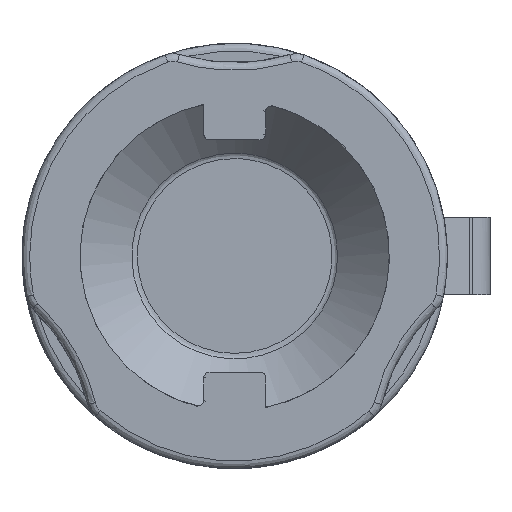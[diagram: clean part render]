
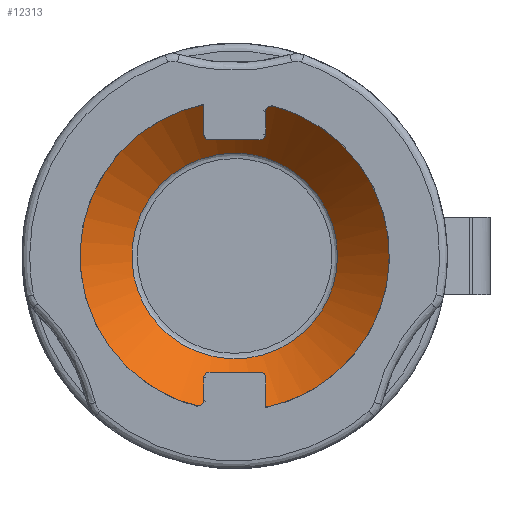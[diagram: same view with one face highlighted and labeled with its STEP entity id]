
A CAD part, front view. The second image highlights one B-rep face of the part: STEP entity #12313.
In plain terms, the highlighted free-form (B-spline) face has degree [2, 1] with [7, 2] control points.
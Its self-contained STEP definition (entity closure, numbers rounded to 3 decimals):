
#11769 = VERTEX_POINT('',#11770);
#11770 = CARTESIAN_POINT('',(0.,5.578,
    22.314));
#11775 = EDGE_CURVE('',#11769,#11769,#11776,.T.);
#11776 = ( BOUNDED_CURVE() B_SPLINE_CURVE(2,(#11777,#11778,#11779,#11780
    ,#11781,#11782,#11783),.UNSPECIFIED.,.T.,.F.) 
B_SPLINE_CURVE_WITH_KNOTS((1,2,2,2,2,1),(-2.094,0.,
    2.094,4.189,6.283,8.378),
.UNSPECIFIED.) CURVE() GEOMETRIC_REPRESENTATION_ITEM() 
RATIONAL_B_SPLINE_CURVE((1.,0.5,1.,0.5,1.,0.5,1.)) REPRESENTATION_ITEM(
  '') );
#11777 = CARTESIAN_POINT('',(0.,5.578,
    22.314));
#11778 = CARTESIAN_POINT('',(-38.649,5.578,
    22.314));
#11779 = CARTESIAN_POINT('',(-19.324,5.578,
    -11.157));
#11780 = CARTESIAN_POINT('',(0.,5.578,
    -44.628));
#11781 = CARTESIAN_POINT('',(19.324,5.578,
    -11.157));
#11782 = CARTESIAN_POINT('',(38.649,5.578,
    22.314));
#11783 = CARTESIAN_POINT('',(0.,5.578,
    22.314));
#12268 = EDGE_CURVE('',#12269,#12269,#12271,.T.);
#12269 = VERTEX_POINT('',#12270);
#12270 = CARTESIAN_POINT('',(0.,12.987,
    14.83));
#12271 = ( BOUNDED_CURVE() B_SPLINE_CURVE(2,(#12272,#12273,#12274,#12275
    ,#12276,#12277,#12278),.UNSPECIFIED.,.T.,.F.) 
B_SPLINE_CURVE_WITH_KNOTS((1,2,2,2,2,1),(-2.094,0.,
    2.094,4.189,6.283,8.378),
.UNSPECIFIED.) CURVE() GEOMETRIC_REPRESENTATION_ITEM() 
RATIONAL_B_SPLINE_CURVE((1.,0.5,1.,0.5,1.,0.5,1.)) REPRESENTATION_ITEM(
  '') );
#12272 = CARTESIAN_POINT('',(0.,12.987,
    14.83));
#12273 = CARTESIAN_POINT('',(-25.686,12.987,
    14.83));
#12274 = CARTESIAN_POINT('',(-12.843,12.987,
    -7.415));
#12275 = CARTESIAN_POINT('',(0.,12.987,
    -29.66));
#12276 = CARTESIAN_POINT('',(12.843,12.987,
    -7.415));
#12277 = CARTESIAN_POINT('',(25.686,12.987,
    14.83));
#12278 = CARTESIAN_POINT('',(0.,12.987,
    14.83));
#12313 = ADVANCED_FACE('',(#12314),#12324,.F.);
#12314 = FACE_BOUND('',#12315,.F.);
#12315 = EDGE_LOOP('',(#12316,#12317,#12322,#12323));
#12316 = ORIENTED_EDGE('',*,*,#11775,.F.);
#12317 = ORIENTED_EDGE('',*,*,#12318,.F.);
#12318 = EDGE_CURVE('',#12269,#11769,#12319,.T.);
#12319 = B_SPLINE_CURVE_WITH_KNOTS('',1,(#12320,#12321),.UNSPECIFIED.,
  .F.,.F.,(2,2),(0.,9.439),.PIECEWISE_BEZIER_KNOTS.);
#12320 = CARTESIAN_POINT('',(0.,12.987,
    14.83));
#12321 = CARTESIAN_POINT('',(0.,5.578,
    22.314));
#12322 = ORIENTED_EDGE('',*,*,#12268,.T.);
#12323 = ORIENTED_EDGE('',*,*,#12318,.T.);
#12324 = ( BOUNDED_SURFACE() B_SPLINE_SURFACE(2,1,(
    (#12325,#12326)
    ,(#12327,#12328)
    ,(#12329,#12330)
    ,(#12331,#12332)
    ,(#12333,#12334)
    ,(#12335,#12336)
    ,(#12337,#12338
)),.UNSPECIFIED.,.T.,.F.,.F.) B_SPLINE_SURFACE_WITH_KNOTS((1,2,2,2,2,1),
  (2,2),(-2.094,0.,2.094,4.189,6.283,
    8.378),(0.,9.439),.UNSPECIFIED.) 
GEOMETRIC_REPRESENTATION_ITEM() RATIONAL_B_SPLINE_SURFACE((
    (1.,1.)
    ,(0.5,0.5)
    ,(1.,1.)
    ,(0.5,0.5)
    ,(1.,1.)
    ,(0.5,0.5)
,(1.,1.))) REPRESENTATION_ITEM('') SURFACE() );
#12325 = CARTESIAN_POINT('',(0.,12.987,
    14.83));
#12326 = CARTESIAN_POINT('',(0.,5.578,
    22.314));
#12327 = CARTESIAN_POINT('',(-25.686,12.987,
    14.83));
#12328 = CARTESIAN_POINT('',(-38.649,5.578,
    22.314));
#12329 = CARTESIAN_POINT('',(-12.843,12.987,
    -7.415));
#12330 = CARTESIAN_POINT('',(-19.324,5.578,
    -11.157));
#12331 = CARTESIAN_POINT('',(0.,12.987,
    -29.66));
#12332 = CARTESIAN_POINT('',(0.,5.578,
    -44.628));
#12333 = CARTESIAN_POINT('',(12.843,12.987,
    -7.415));
#12334 = CARTESIAN_POINT('',(19.324,5.578,
    -11.157));
#12335 = CARTESIAN_POINT('',(25.686,12.987,
    14.83));
#12336 = CARTESIAN_POINT('',(38.649,5.578,
    22.314));
#12337 = CARTESIAN_POINT('',(0.,12.987,
    14.83));
#12338 = CARTESIAN_POINT('',(0.,5.578,
    22.314));
